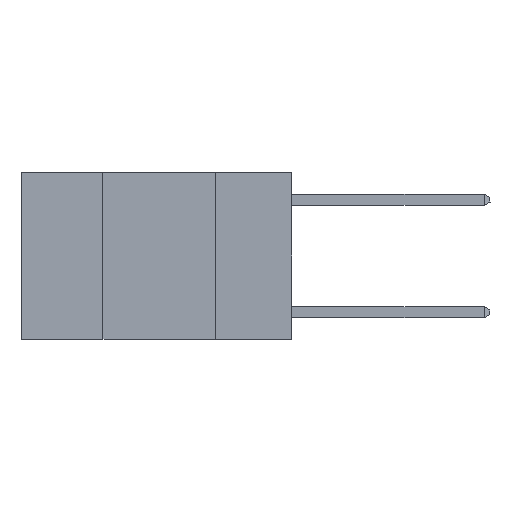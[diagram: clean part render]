
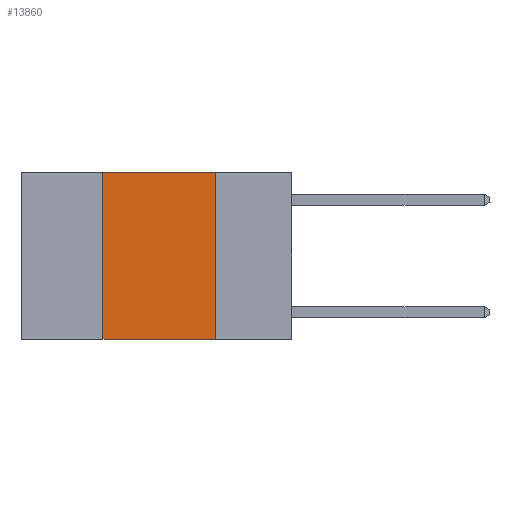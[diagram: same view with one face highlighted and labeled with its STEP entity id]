
A CAD part, left-side view. The second image highlights one B-rep face of the part: STEP entity #13860.
In plain terms, the highlighted planar face has unit normal (-1, 0, 0).
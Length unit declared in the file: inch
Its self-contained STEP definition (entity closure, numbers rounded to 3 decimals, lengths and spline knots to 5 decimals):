
#27 = AXIS2_PLACEMENT_3D ( 'NONE', #19735, #11527, #1572 ) ;
#102 = VECTOR ( 'NONE', #20597, 39.37008 ) ;
#366 = VECTOR ( 'NONE', #2495, 39.37008 ) ;
#616 = LINE ( 'NONE', #20084, #102 ) ;
#1057 = EDGE_CURVE ( 'NONE', #10533, #6326, #616, .T. ) ;
#1572 = DIRECTION ( 'NONE',  ( 0., 0., -1. ) ) ;
#1775 = ORIENTED_EDGE ( 'NONE', *, *, #1057, .F. ) ;
#1988 = LINE ( 'NONE', #7713, #17581 ) ;
#2192 = ORIENTED_EDGE ( 'NONE', *, *, #5129, .T. ) ;
#2495 = DIRECTION ( 'NONE',  ( 0., 0., 1. ) ) ;
#4781 = DIRECTION ( 'NONE',  ( 0., -1., 0. ) ) ;
#4784 = CARTESIAN_POINT ( 'NONE',  ( 0., 0.17, 0. ) ) ;
#5129 = EDGE_CURVE ( 'NONE', #6742, #6326, #12108, .T. ) ;
#5545 = EDGE_CURVE ( 'NONE', #6742, #17394, #9235, .T. ) ;
#5562 = FACE_OUTER_BOUND ( 'NONE', #13486, .T. ) ;
#6326 = VERTEX_POINT ( 'NONE', #17589 ) ;
#6742 = VERTEX_POINT ( 'NONE', #11986 ) ;
#7713 = CARTESIAN_POINT ( 'NONE',  ( 0., 0.6, 0. ) ) ;
#9235 = LINE ( 'NONE', #20604, #366 ) ;
#9859 = PLANE ( 'NONE',  #27 ) ;
#10533 = VERTEX_POINT ( 'NONE', #4784 ) ;
#10614 = ORIENTED_EDGE ( 'NONE', *, *, #19402, .F. ) ;
#11062 = DIRECTION ( 'NONE',  ( 0., -1., 0. ) ) ;
#11527 = DIRECTION ( 'NONE',  ( 1., 0., 0. ) ) ;
#11986 = CARTESIAN_POINT ( 'NONE',  ( 0., 0.42, -0.37 ) ) ;
#12108 = LINE ( 'NONE', #16384, #20325 ) ;
#12354 = ORIENTED_EDGE ( 'NONE', *, *, #5545, .F. ) ;
#13486 = EDGE_LOOP ( 'NONE', ( #1775, #10614, #12354, #2192 ) ) ;
#13860 = ADVANCED_FACE ( 'NONE', ( #5562 ), #9859, .F. ) ;
#16384 = CARTESIAN_POINT ( 'NONE',  ( 0., 0.6, -0.37 ) ) ;
#17394 = VERTEX_POINT ( 'NONE', #19378 ) ;
#17581 = VECTOR ( 'NONE', #11062, 39.37008 ) ;
#17589 = CARTESIAN_POINT ( 'NONE',  ( 0., 0.17, -0.37 ) ) ;
#19378 = CARTESIAN_POINT ( 'NONE',  ( 0., 0.42, 0. ) ) ;
#19402 = EDGE_CURVE ( 'NONE', #17394, #10533, #1988, .T. ) ;
#19735 = CARTESIAN_POINT ( 'NONE',  ( 0., 0.6, 0. ) ) ;
#20084 = CARTESIAN_POINT ( 'NONE',  ( 0., 0.17, 0. ) ) ;
#20325 = VECTOR ( 'NONE', #4781, 39.37008 ) ;
#20597 = DIRECTION ( 'NONE',  ( 0., 0., -1. ) ) ;
#20604 = CARTESIAN_POINT ( 'NONE',  ( 0., 0.42, 0. ) ) ;
